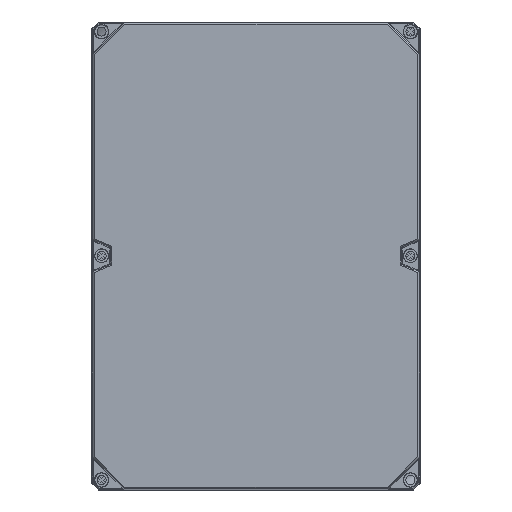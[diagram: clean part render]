
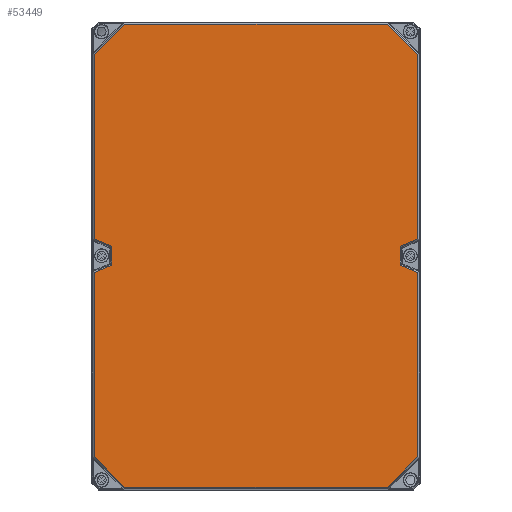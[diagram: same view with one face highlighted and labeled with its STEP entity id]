
A CAD part, top view. The second image highlights one B-rep face of the part: STEP entity #53449.
In plain terms, the highlighted planar face has unit normal (0, 0, 1).
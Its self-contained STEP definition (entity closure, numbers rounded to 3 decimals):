
#1567=PLANE('',#58557);
#5405=LINE('',#102184,#9272);
#5408=LINE('',#102189,#9275);
#5411=LINE('',#102194,#9278);
#5414=LINE('',#102199,#9281);
#5416=LINE('',#102203,#9283);
#5418=LINE('',#102207,#9285);
#5421=LINE('',#102212,#9288);
#5424=LINE('',#102218,#9291);
#5427=LINE('',#102223,#9294);
#5429=LINE('',#102227,#9296);
#5432=LINE('',#102232,#9299);
#5435=LINE('',#102237,#9302);
#5437=LINE('',#102241,#9304);
#5439=LINE('',#102245,#9306);
#5442=LINE('',#102250,#9309);
#5445=LINE('',#102255,#9312);
#9272=VECTOR('',#71885,10.);
#9275=VECTOR('',#71890,10.);
#9278=VECTOR('',#71895,10.);
#9281=VECTOR('',#71900,10.);
#9283=VECTOR('',#71904,10.);
#9285=VECTOR('',#71908,10.);
#9288=VECTOR('',#71913,10.);
#9291=VECTOR('',#71918,10.);
#9294=VECTOR('',#71923,10.);
#9296=VECTOR('',#71927,10.);
#9299=VECTOR('',#71932,10.);
#9302=VECTOR('',#71937,10.);
#9304=VECTOR('',#71941,10.);
#9306=VECTOR('',#71945,10.);
#9309=VECTOR('',#71950,10.);
#9312=VECTOR('',#71955,10.);
#13879=FACE_OUTER_BOUND('',#17454,.T.);
#17454=EDGE_LOOP('',(#48085,#48086,#48087,#48088,#48089,#48090,#48091,#48092,
#48093,#48094,#48095,#48096,#48097,#48098,#48099,#48100));
#25895=VERTEX_POINT('',#102182);
#25896=VERTEX_POINT('',#102183);
#25897=VERTEX_POINT('',#102188);
#25898=VERTEX_POINT('',#102193);
#25899=VERTEX_POINT('',#102198);
#25900=VERTEX_POINT('',#102202);
#25901=VERTEX_POINT('',#102206);
#25902=VERTEX_POINT('',#102211);
#25904=VERTEX_POINT('',#102217);
#25905=VERTEX_POINT('',#102222);
#25906=VERTEX_POINT('',#102226);
#25907=VERTEX_POINT('',#102231);
#25908=VERTEX_POINT('',#102236);
#25909=VERTEX_POINT('',#102240);
#25910=VERTEX_POINT('',#102244);
#25911=VERTEX_POINT('',#102249);
#33342=EDGE_CURVE('',#25895,#25896,#5405,.T.);
#33345=EDGE_CURVE('',#25896,#25897,#5408,.T.);
#33348=EDGE_CURVE('',#25897,#25898,#5411,.T.);
#33351=EDGE_CURVE('',#25898,#25899,#5414,.T.);
#33353=EDGE_CURVE('',#25899,#25900,#5416,.T.);
#33355=EDGE_CURVE('',#25900,#25901,#5418,.T.);
#33358=EDGE_CURVE('',#25901,#25902,#5421,.T.);
#33361=EDGE_CURVE('',#25902,#25904,#5424,.T.);
#33364=EDGE_CURVE('',#25904,#25905,#5427,.T.);
#33366=EDGE_CURVE('',#25905,#25906,#5429,.T.);
#33369=EDGE_CURVE('',#25906,#25907,#5432,.T.);
#33372=EDGE_CURVE('',#25907,#25908,#5435,.T.);
#33374=EDGE_CURVE('',#25908,#25909,#5437,.T.);
#33376=EDGE_CURVE('',#25909,#25910,#5439,.T.);
#33379=EDGE_CURVE('',#25910,#25911,#5442,.T.);
#33382=EDGE_CURVE('',#25911,#25895,#5445,.T.);
#48085=ORIENTED_EDGE('',*,*,#33342,.F.);
#48086=ORIENTED_EDGE('',*,*,#33382,.F.);
#48087=ORIENTED_EDGE('',*,*,#33379,.F.);
#48088=ORIENTED_EDGE('',*,*,#33376,.F.);
#48089=ORIENTED_EDGE('',*,*,#33374,.F.);
#48090=ORIENTED_EDGE('',*,*,#33372,.F.);
#48091=ORIENTED_EDGE('',*,*,#33369,.F.);
#48092=ORIENTED_EDGE('',*,*,#33366,.F.);
#48093=ORIENTED_EDGE('',*,*,#33364,.F.);
#48094=ORIENTED_EDGE('',*,*,#33361,.F.);
#48095=ORIENTED_EDGE('',*,*,#33358,.F.);
#48096=ORIENTED_EDGE('',*,*,#33355,.F.);
#48097=ORIENTED_EDGE('',*,*,#33353,.F.);
#48098=ORIENTED_EDGE('',*,*,#33351,.F.);
#48099=ORIENTED_EDGE('',*,*,#33348,.F.);
#48100=ORIENTED_EDGE('',*,*,#33345,.F.);
#53449=ADVANCED_FACE('',(#13879),#1567,.T.);
#58557=AXIS2_PLACEMENT_3D('',#102283,#71978,#71979);
#71885=DIRECTION('',(0.707,0.707,0.));
#71890=DIRECTION('',(1.,0.,0.));
#71895=DIRECTION('',(0.707,-0.707,0.));
#71900=DIRECTION('',(0.,-1.,0.));
#71904=DIRECTION('',(-0.924,-0.383,0.));
#71908=DIRECTION('',(0.,-1.,0.));
#71913=DIRECTION('',(0.924,-0.383,0.));
#71918=DIRECTION('',(0.,-1.,0.));
#71923=DIRECTION('',(-0.707,-0.707,0.));
#71927=DIRECTION('',(-1.,0.,0.));
#71932=DIRECTION('',(-0.707,0.707,0.));
#71937=DIRECTION('',(0.,1.,0.));
#71941=DIRECTION('',(0.924,0.383,0.));
#71945=DIRECTION('',(0.,1.,0.));
#71950=DIRECTION('',(-0.924,0.383,0.));
#71955=DIRECTION('',(0.,1.,0.));
#71978=DIRECTION('center_axis',(0.,0.,1.));
#71979=DIRECTION('ref_axis',(1.,0.,0.));
#102182=CARTESIAN_POINT('',(-125.193,155.575,92.5));
#102183=CARTESIAN_POINT('',(-101.575,179.193,92.5));
#102184=CARTESIAN_POINT('',(-133.003,147.765,92.5));
#102188=CARTESIAN_POINT('',(101.575,179.193,92.5));
#102189=CARTESIAN_POINT('',(-61.,179.193,92.5));
#102193=CARTESIAN_POINT('',(125.193,155.575,92.5));
#102194=CARTESIAN_POINT('',(120.765,160.003,92.5));
#102198=CARTESIAN_POINT('',(125.193,12.98,92.5));
#102199=CARTESIAN_POINT('',(125.193,88.,92.5));
#102202=CARTESIAN_POINT('',(111.533,7.322,92.5));
#102203=CARTESIAN_POINT('',(69.922,-9.914,92.5));
#102206=CARTESIAN_POINT('',(111.533,-7.322,92.5));
#102207=CARTESIAN_POINT('',(111.533,3.171,92.5));
#102211=CARTESIAN_POINT('',(125.193,-12.98,92.5));
#102212=CARTESIAN_POINT('',(63.092,12.743,92.5));
#102217=CARTESIAN_POINT('',(125.193,-155.575,92.5));
#102218=CARTESIAN_POINT('',(125.193,88.,92.5));
#102222=CARTESIAN_POINT('',(101.575,-179.193,92.5));
#102223=CARTESIAN_POINT('',(133.003,-147.765,92.5));
#102226=CARTESIAN_POINT('',(-101.575,-179.193,92.5));
#102227=CARTESIAN_POINT('',(61.,-179.193,92.5));
#102231=CARTESIAN_POINT('',(-125.193,-155.575,92.5));
#102232=CARTESIAN_POINT('',(-120.765,-160.003,92.5));
#102236=CARTESIAN_POINT('',(-125.193,-12.98,92.5));
#102237=CARTESIAN_POINT('',(-125.193,-88.,92.5));
#102240=CARTESIAN_POINT('',(-111.533,-7.322,92.5));
#102241=CARTESIAN_POINT('',(-69.922,9.914,92.5));
#102244=CARTESIAN_POINT('',(-111.533,7.322,92.5));
#102245=CARTESIAN_POINT('',(-111.533,-3.171,92.5));
#102249=CARTESIAN_POINT('',(-125.193,12.98,92.5));
#102250=CARTESIAN_POINT('',(-63.092,-12.743,92.5));
#102255=CARTESIAN_POINT('',(-125.193,-88.,92.5));
#102283=CARTESIAN_POINT('Origin',(0.,0.,92.5));
